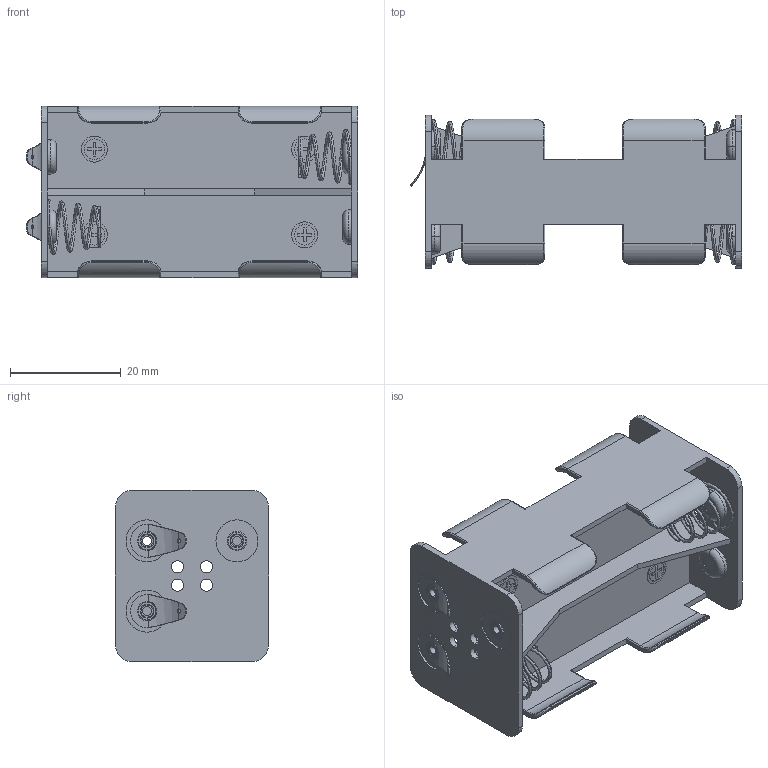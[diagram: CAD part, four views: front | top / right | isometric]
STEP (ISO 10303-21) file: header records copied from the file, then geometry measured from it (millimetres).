
FILE_DESCRIPTION (( 'STEP AP214' ), '1' );
FILE_NAME ('BH24AAL.STEP', '2019-11-19T14:37:53', ( '' ), ( '' ), 'SwSTEP 2.0', 'SolidWorks 2017', '' );
FILE_SCHEMA (( 'AUTOMOTIVE_DESIGN' ));
Length unit declared in the file: millimetre
Products named in the file (1): BH24AAL
Bounding box: 59.93 x 27.7 x 31 mm (x, y, z)
Volume: 10234.4 mm3; surface area: 14140.6 mm2
Topology: 9 solids, 9 shells, 650 faces, 1550 edges, 964 vertices
Faces by surface type: cylinder 256, plane 232, torus 114, bspline 48
Entity records: 30882 total; most frequent: CARTESIAN_POINT 15465, DIRECTION 3374, ORIENTED_EDGE 3100, EDGE_CURVE 1550, AXIS2_PLACEMENT_3D 1341, VERTEX_POINT 964, CIRCLE 738, EDGE_LOOP 732
